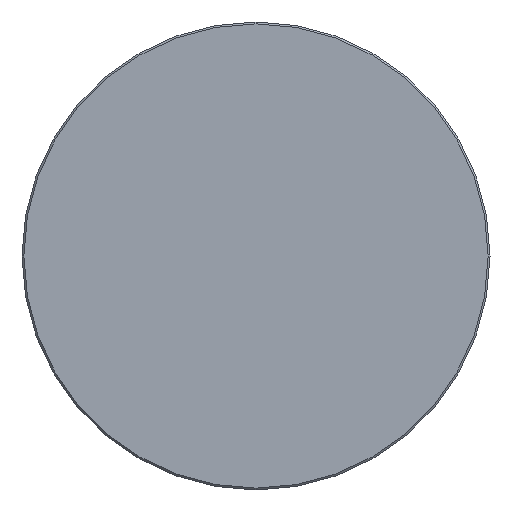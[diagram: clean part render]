
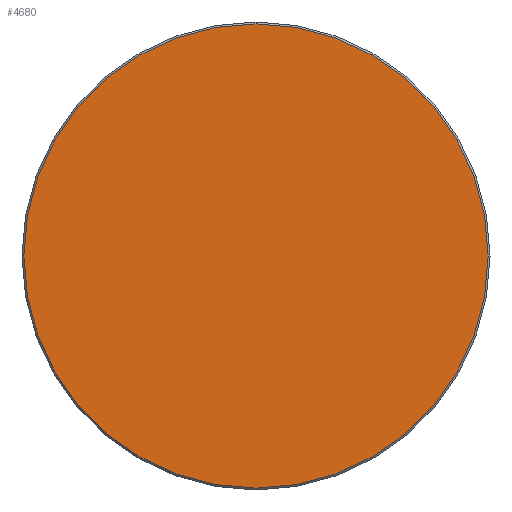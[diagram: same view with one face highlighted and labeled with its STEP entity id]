
A CAD part, front view. The second image highlights one B-rep face of the part: STEP entity #4680.
In plain terms, the highlighted planar face has unit normal (0, -1, 0).
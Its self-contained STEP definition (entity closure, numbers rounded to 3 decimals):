
#159 = CIRCLE ( 'NONE', #6047, 61.574 ) ;
#391 = VERTEX_POINT ( 'NONE', #4333 ) ;
#1855 = DIRECTION ( 'NONE',  ( 0., 0., 1. ) ) ;
#2267 = FACE_OUTER_BOUND ( 'NONE', #6926, .T. ) ;
#2781 = PLANE ( 'NONE',  #7539 ) ;
#2813 = CARTESIAN_POINT ( 'NONE',  ( 0., 0., 0. ) ) ;
#2904 = AXIS2_PLACEMENT_3D ( 'NONE', #5551, #3055, #1855 ) ;
#3031 = ORIENTED_EDGE ( 'NONE', *, *, #6727, .T. ) ;
#3055 = DIRECTION ( 'NONE',  ( 0., -1., 0. ) ) ;
#3609 = ORIENTED_EDGE ( 'NONE', *, *, #6532, .T. ) ;
#4066 = DIRECTION ( 'NONE',  ( 0., 0., 1. ) ) ;
#4070 = DIRECTION ( 'NONE',  ( 0., -1., 0. ) ) ;
#4333 = CARTESIAN_POINT ( 'NONE',  ( 0., 0., -61.574 ) ) ;
#4637 = DIRECTION ( 'NONE',  ( 0., -1., 0. ) ) ;
#4680 = ADVANCED_FACE ( 'NONE', ( #2267 ), #2781, .T. ) ;
#5551 = CARTESIAN_POINT ( 'NONE',  ( 0., 0., 0. ) ) ;
#5796 = CIRCLE ( 'NONE', #2904, 61.574 ) ;
#6047 = AXIS2_PLACEMENT_3D ( 'NONE', #2813, #4637, #4066 ) ;
#6092 = CARTESIAN_POINT ( 'NONE',  ( 0., 0., 61.574 ) ) ;
#6532 = EDGE_CURVE ( 'NONE', #6545, #391, #5796, .T. ) ;
#6545 = VERTEX_POINT ( 'NONE', #6092 ) ;
#6727 = EDGE_CURVE ( 'NONE', #391, #6545, #159, .T. ) ;
#6926 = EDGE_LOOP ( 'NONE', ( #3609, #3031 ) ) ;
#7003 = DIRECTION ( 'NONE',  ( -1., 0., 0. ) ) ;
#7043 = CARTESIAN_POINT ( 'NONE',  ( 64.037, 0., 64.037 ) ) ;
#7539 = AXIS2_PLACEMENT_3D ( 'NONE', #7043, #4070, #7003 ) ;
